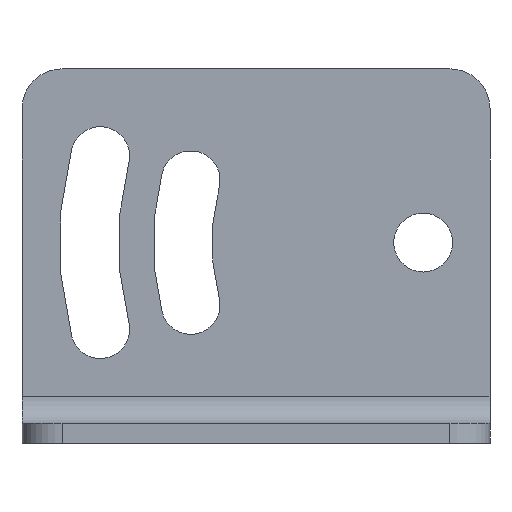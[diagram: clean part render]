
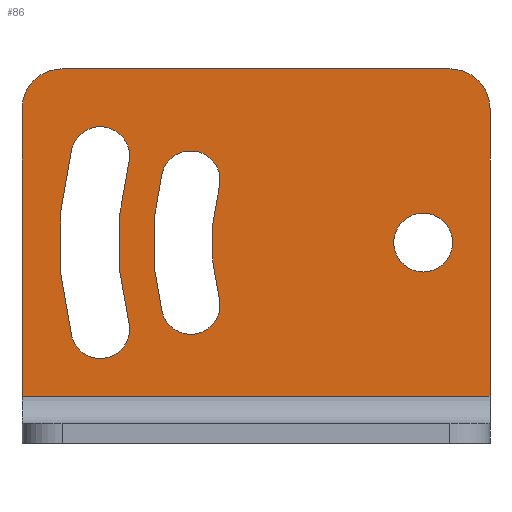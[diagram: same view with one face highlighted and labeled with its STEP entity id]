
A CAD part, left-side view. The second image highlights one B-rep face of the part: STEP entity #86.
In plain terms, the highlighted planar face has unit normal (-1, 0, 0).
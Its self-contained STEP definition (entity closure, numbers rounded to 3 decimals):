
#86 = ADVANCED_FACE( '', ( #148, #149, #150, #151 ), #152, .F. );
#148 = FACE_BOUND( '', #241, .T. );
#149 = FACE_OUTER_BOUND( '', #242, .T. );
#150 = FACE_BOUND( '', #243, .T. );
#151 = FACE_BOUND( '', #244, .T. );
#152 = PLANE( '', #245 );
#241 = EDGE_LOOP( '', ( #433 ) );
#242 = EDGE_LOOP( '', ( #434, #435, #436, #437, #438, #439 ) );
#243 = EDGE_LOOP( '', ( #440, #441, #442, #443 ) );
#244 = EDGE_LOOP( '', ( #444, #445, #446, #447 ) );
#245 = AXIS2_PLACEMENT_3D( '', #448, #449, #450 );
#433 = ORIENTED_EDGE( '', *, *, #716, .F. );
#434 = ORIENTED_EDGE( '', *, *, #709, .F. );
#435 = ORIENTED_EDGE( '', *, *, #717, .T. );
#436 = ORIENTED_EDGE( '', *, *, #713, .F. );
#437 = ORIENTED_EDGE( '', *, *, #718, .F. );
#438 = ORIENTED_EDGE( '', *, *, #706, .F. );
#439 = ORIENTED_EDGE( '', *, *, #719, .T. );
#440 = ORIENTED_EDGE( '', *, *, #720, .F. );
#441 = ORIENTED_EDGE( '', *, *, #721, .F. );
#442 = ORIENTED_EDGE( '', *, *, #722, .F. );
#443 = ORIENTED_EDGE( '', *, *, #723, .F. );
#444 = ORIENTED_EDGE( '', *, *, #724, .F. );
#445 = ORIENTED_EDGE( '', *, *, #725, .F. );
#446 = ORIENTED_EDGE( '', *, *, #726, .F. );
#447 = ORIENTED_EDGE( '', *, *, #727, .F. );
#448 = CARTESIAN_POINT( '', ( -1.5, -17.5, 1.54 ) );
#449 = DIRECTION( '', ( 1., 0., 0. ) );
#450 = DIRECTION( '', ( 0., 0., -1. ) );
#706 = EDGE_CURVE( '', #874, #876, #877, .T. );
#709 = EDGE_CURVE( '', #879, #881, #882, .T. );
#713 = EDGE_CURVE( '', #885, #887, #888, .T. );
#716 = EDGE_CURVE( '', #891, #891, #892, .F. );
#717 = EDGE_CURVE( '', #879, #887, #893, .F. );
#718 = EDGE_CURVE( '', #876, #885, #894, .T. );
#719 = EDGE_CURVE( '', #874, #881, #895, .F. );
#720 = EDGE_CURVE( '', #896, #897, #898, .F. );
#721 = EDGE_CURVE( '', #899, #896, #900, .T. );
#722 = EDGE_CURVE( '', #901, #899, #902, .F. );
#723 = EDGE_CURVE( '', #897, #901, #903, .F. );
#724 = EDGE_CURVE( '', #904, #905, #906, .F. );
#725 = EDGE_CURVE( '', #907, #904, #908, .T. );
#726 = EDGE_CURVE( '', #909, #907, #910, .F. );
#727 = EDGE_CURVE( '', #905, #909, #911, .F. );
#874 = VERTEX_POINT( '', #1077 );
#876 = VERTEX_POINT( '', #1080 );
#877 = LINE( '', #1081, #1082 );
#879 = VERTEX_POINT( '', #1084 );
#881 = VERTEX_POINT( '', #1087 );
#882 = LINE( '', #1088, #1089 );
#885 = VERTEX_POINT( '', #1094 );
#887 = VERTEX_POINT( '', #1096 );
#888 = LINE( '', #1097, #1098 );
#891 = VERTEX_POINT( '', #1102 );
#892 = CIRCLE( '', #1103, 2.2 );
#893 = CIRCLE( '', #1104, 3. );
#894 = LINE( '', #1105, #1106 );
#895 = CIRCLE( '', #1107, 3. );
#896 = VERTEX_POINT( '', #1108 );
#897 = VERTEX_POINT( '', #1109 );
#898 = CIRCLE( '', #1110, 2.2 );
#899 = VERTEX_POINT( '', #1111 );
#900 = CIRCLE( '', #1112, 22.8 );
#901 = VERTEX_POINT( '', #1113 );
#902 = CIRCLE( '', #1114, 2.2 );
#903 = CIRCLE( '', #1115, 27.2 );
#904 = VERTEX_POINT( '', #1116 );
#905 = VERTEX_POINT( '', #1117 );
#906 = CIRCLE( '', #1118, 2.2 );
#907 = VERTEX_POINT( '', #1119 );
#908 = CIRCLE( '', #1120, 15.8 );
#909 = VERTEX_POINT( '', #1121 );
#910 = CIRCLE( '', #1122, 2.2 );
#911 = CIRCLE( '', #1123, 20.2 );
#1077 = CARTESIAN_POINT( '', ( -1.5, -17.5, 25. ) );
#1080 = CARTESIAN_POINT( '', ( -1.5, -17.5, 3.5 ) );
#1081 = CARTESIAN_POINT( '', ( -1.5, -17.5, 1.54 ) );
#1082 = VECTOR( '', #1328, 1000. );
#1084 = CARTESIAN_POINT( '', ( -1.5, 14.5, 28. ) );
#1087 = CARTESIAN_POINT( '', ( -1.5, -14.5, 28. ) );
#1088 = CARTESIAN_POINT( '', ( -1.5, 17.5, 28. ) );
#1089 = VECTOR( '', #1333, 1000. );
#1094 = CARTESIAN_POINT( '', ( -1.5, 17.5, 3.5 ) );
#1096 = CARTESIAN_POINT( '', ( -1.5, 17.5, 25. ) );
#1097 = CARTESIAN_POINT( '', ( -1.5, 17.5, 1.54 ) );
#1098 = VECTOR( '', #1339, 1000. );
#1102 = CARTESIAN_POINT( '', ( -1.5, -12.5, 12.8 ) );
#1103 = AXIS2_PLACEMENT_3D( '', #1344, #1345, #1346 );
#1104 = AXIS2_PLACEMENT_3D( '', #1347, #1348, #1349 );
#1105 = CARTESIAN_POINT( '', ( -1.5, -17.5, 3.5 ) );
#1106 = VECTOR( '', #1350, 1000. );
#1107 = AXIS2_PLACEMENT_3D( '', #1351, #1352, #1353 );
#1108 = CARTESIAN_POINT( '', ( -1.5, 9.523, 20.901 ) );
#1109 = CARTESIAN_POINT( '', ( -1.5, 13.773, 22.04 ) );
#1110 = AXIS2_PLACEMENT_3D( '', #1354, #1355, #1356 );
#1111 = CARTESIAN_POINT( '', ( -1.5, 9.523, 9.099 ) );
#1112 = AXIS2_PLACEMENT_3D( '', #1357, #1358, #1359 );
#1113 = CARTESIAN_POINT( '', ( -1.5, 13.773, 7.96 ) );
#1114 = AXIS2_PLACEMENT_3D( '', #1360, #1361, #1362 );
#1115 = AXIS2_PLACEMENT_3D( '', #1363, #1364, #1365 );
#1116 = CARTESIAN_POINT( '', ( -1.5, 2.762, 19.089 ) );
#1117 = CARTESIAN_POINT( '', ( -1.5, 7.012, 20.228 ) );
#1118 = AXIS2_PLACEMENT_3D( '', #1366, #1367, #1368 );
#1119 = CARTESIAN_POINT( '', ( -1.5, 2.762, 10.911 ) );
#1120 = AXIS2_PLACEMENT_3D( '', #1369, #1370, #1371 );
#1121 = CARTESIAN_POINT( '', ( -1.5, 7.012, 9.772 ) );
#1122 = AXIS2_PLACEMENT_3D( '', #1372, #1373, #1374 );
#1123 = AXIS2_PLACEMENT_3D( '', #1375, #1376, #1377 );
#1328 = DIRECTION( '', ( 0., 0., -1. ) );
#1333 = DIRECTION( '', ( 0., -1., 0. ) );
#1339 = DIRECTION( '', ( 0., 0., 1. ) );
#1344 = CARTESIAN_POINT( '', ( -1.5, -12.5, 15. ) );
#1345 = DIRECTION( '', ( 1., 0., 0. ) );
#1346 = DIRECTION( '', ( 0., 0., -1. ) );
#1347 = CARTESIAN_POINT( '', ( -1.5, 14.5, 25. ) );
#1348 = DIRECTION( '', ( 1., 0., 0. ) );
#1349 = DIRECTION( '', ( 0., 0., -1. ) );
#1350 = DIRECTION( '', ( 0., 1., 0. ) );
#1351 = CARTESIAN_POINT( '', ( -1.5, -14.5, 25. ) );
#1352 = DIRECTION( '', ( 1., 0., 0. ) );
#1353 = DIRECTION( '', ( 0., 0., -1. ) );
#1354 = CARTESIAN_POINT( '', ( -1.5, 11.648, 21.47 ) );
#1355 = DIRECTION( '', ( 1., 0., 0. ) );
#1356 = DIRECTION( '', ( 0., 0., -1. ) );
#1357 = CARTESIAN_POINT( '', ( -1.5, -12.5, 15. ) );
#1358 = DIRECTION( '', ( 1., 0., 0. ) );
#1359 = DIRECTION( '', ( 0., 0., -1. ) );
#1360 = CARTESIAN_POINT( '', ( -1.5, 11.648, 8.53 ) );
#1361 = DIRECTION( '', ( 1., 0., 0. ) );
#1362 = DIRECTION( '', ( 0., 0., -1. ) );
#1363 = CARTESIAN_POINT( '', ( -1.5, -12.5, 15. ) );
#1364 = DIRECTION( '', ( 1., 0., 0. ) );
#1365 = DIRECTION( '', ( 0., 0., -1. ) );
#1366 = CARTESIAN_POINT( '', ( -1.5, 4.887, 19.659 ) );
#1367 = DIRECTION( '', ( 1., 0., 0. ) );
#1368 = DIRECTION( '', ( 0., 0., -1. ) );
#1369 = CARTESIAN_POINT( '', ( -1.5, -12.5, 15. ) );
#1370 = DIRECTION( '', ( 1., 0., 0. ) );
#1371 = DIRECTION( '', ( 0., 0., -1. ) );
#1372 = CARTESIAN_POINT( '', ( -1.5, 4.887, 10.341 ) );
#1373 = DIRECTION( '', ( 1., 0., 0. ) );
#1374 = DIRECTION( '', ( 0., 0., -1. ) );
#1375 = CARTESIAN_POINT( '', ( -1.5, -12.5, 15. ) );
#1376 = DIRECTION( '', ( 1., 0., 0. ) );
#1377 = DIRECTION( '', ( 0., 0., -1. ) );
